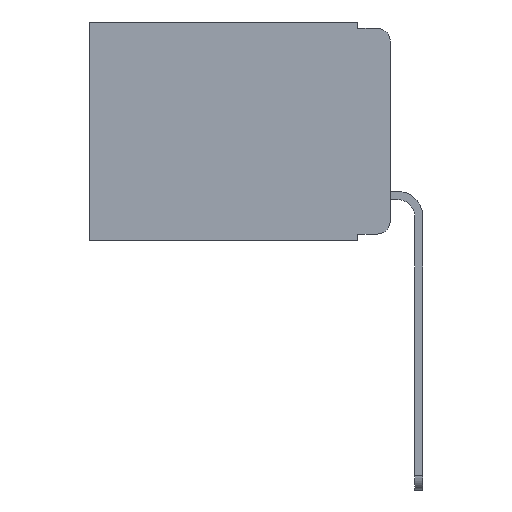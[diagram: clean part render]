
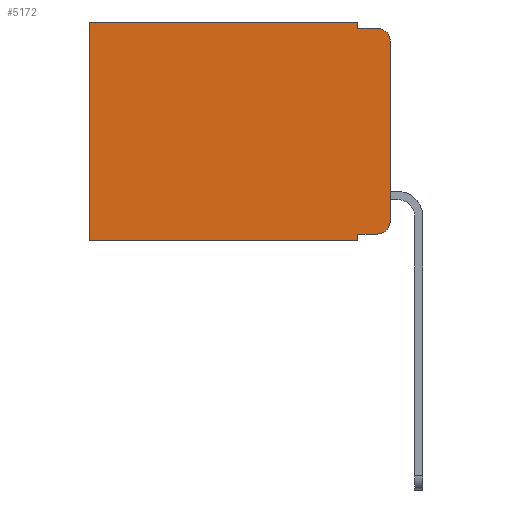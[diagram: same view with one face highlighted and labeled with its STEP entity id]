
A CAD part, left-side view. The second image highlights one B-rep face of the part: STEP entity #5172.
In plain terms, the highlighted planar face has unit normal (-1, 0, 0).
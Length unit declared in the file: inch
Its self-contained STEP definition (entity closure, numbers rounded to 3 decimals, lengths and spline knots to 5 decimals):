
#153 = CARTESIAN_POINT ( 'NONE',  ( 0.298, 0., 0. ) ) ;
#422 = ORIENTED_EDGE ( 'NONE', *, *, #8356, .T. ) ;
#462 = ORIENTED_EDGE ( 'NONE', *, *, #3278, .F. ) ;
#578 = EDGE_CURVE ( 'NONE', #11803, #9511, #8792, .T. ) ;
#723 = ORIENTED_EDGE ( 'NONE', *, *, #10409, .T. ) ;
#727 = DIRECTION ( 'NONE',  ( 0., 1., 0. ) ) ;
#732 = VECTOR ( 'NONE', #1735, 39.37008 ) ;
#844 = DIRECTION ( 'NONE',  ( 0., 0., -1. ) ) ;
#896 = ORIENTED_EDGE ( 'NONE', *, *, #9451, .T. ) ;
#1110 = DIRECTION ( 'NONE',  ( -1., 0., 0. ) ) ;
#1404 = CIRCLE ( 'NONE', #2412, 0.02 ) ;
#1501 = VECTOR ( 'NONE', #4575, 39.37008 ) ;
#1568 = ORIENTED_EDGE ( 'NONE', *, *, #8131, .T. ) ;
#1580 = EDGE_CURVE ( 'NONE', #6812, #12010, #6251, .T. ) ;
#1735 = DIRECTION ( 'NONE',  ( 0., 1., 0. ) ) ;
#1819 = CARTESIAN_POINT ( 'NONE',  ( 0.298, 0.02, -0.333 ) ) ;
#1913 = CIRCLE ( 'NONE', #2892, 0.02 ) ;
#1964 = CARTESIAN_POINT ( 'NONE',  ( 0.298, 0.473, 0. ) ) ;
#2093 = VERTEX_POINT ( 'NONE', #1819 ) ;
#2237 = EDGE_CURVE ( 'NONE', #9511, #8746, #4209, .T. ) ;
#2294 = CARTESIAN_POINT ( 'NONE',  ( 0.298, 0.02, -0.01 ) ) ;
#2412 = AXIS2_PLACEMENT_3D ( 'NONE', #6908, #1110, #7806 ) ;
#2883 = ORIENTED_EDGE ( 'NONE', *, *, #2237, .F. ) ;
#2892 = AXIS2_PLACEMENT_3D ( 'NONE', #10714, #5311, #11566 ) ;
#2998 = CARTESIAN_POINT ( 'NONE',  ( 0.298, 0.051, -0.333 ) ) ;
#3119 = CARTESIAN_POINT ( 'NONE',  ( 0.298, 0., -0.343 ) ) ;
#3250 = VERTEX_POINT ( 'NONE', #4704 ) ;
#3278 = EDGE_CURVE ( 'NONE', #5933, #6812, #11666, .T. ) ;
#3816 = CARTESIAN_POINT ( 'NONE',  ( 0.298, 0., 0. ) ) ;
#4117 = EDGE_LOOP ( 'NONE', ( #6779, #1568, #2883, #6644, #896, #422, #7612, #462, #4727, #723 ) ) ;
#4209 = LINE ( 'NONE', #6471, #1501 ) ;
#4290 = CARTESIAN_POINT ( 'NONE',  ( 0.298, 0.051, -0.343 ) ) ;
#4300 = CARTESIAN_POINT ( 'NONE',  ( 0.298, 0.051, 0. ) ) ;
#4453 = DIRECTION ( 'NONE',  ( 0., 0., -1. ) ) ;
#4575 = DIRECTION ( 'NONE',  ( 0., -1., 0. ) ) ;
#4680 = DIRECTION ( 'NONE',  ( 0., 0., -1. ) ) ;
#4704 = CARTESIAN_POINT ( 'NONE',  ( 0.298, 0., -0.03 ) ) ;
#4715 = EDGE_CURVE ( 'NONE', #3250, #6174, #11893, .T. ) ;
#4727 = ORIENTED_EDGE ( 'NONE', *, *, #5598, .T. ) ;
#4730 = LINE ( 'NONE', #8286, #6584 ) ;
#4850 = LINE ( 'NONE', #5322, #7287 ) ;
#5172 = ADVANCED_FACE ( 'NONE', ( #6022 ), #8877, .F. ) ;
#5311 = DIRECTION ( 'NONE',  ( -1., 0., 0. ) ) ;
#5322 = CARTESIAN_POINT ( 'NONE',  ( 0.298, 0.051, -0.333 ) ) ;
#5598 = EDGE_CURVE ( 'NONE', #5933, #2093, #4850, .T. ) ;
#5889 = VERTEX_POINT ( 'NONE', #1964 ) ;
#5933 = VERTEX_POINT ( 'NONE', #2998 ) ;
#6022 = FACE_OUTER_BOUND ( 'NONE', #4117, .T. ) ;
#6174 = VERTEX_POINT ( 'NONE', #9916 ) ;
#6251 = LINE ( 'NONE', #3119, #732 ) ;
#6354 = DIRECTION ( 'NONE',  ( 0., 0., -1. ) ) ;
#6397 = VECTOR ( 'NONE', #6354, 39.37008 ) ;
#6430 = LINE ( 'NONE', #3816, #8526 ) ;
#6471 = CARTESIAN_POINT ( 'NONE',  ( 0.298, 0.051, -0.01 ) ) ;
#6584 = VECTOR ( 'NONE', #4680, 39.37008 ) ;
#6644 = ORIENTED_EDGE ( 'NONE', *, *, #578, .F. ) ;
#6758 = CARTESIAN_POINT ( 'NONE',  ( 0.298, 0.051, 0. ) ) ;
#6779 = ORIENTED_EDGE ( 'NONE', *, *, #4715, .F. ) ;
#6812 = VERTEX_POINT ( 'NONE', #4290 ) ;
#6908 = CARTESIAN_POINT ( 'NONE',  ( 0.298, 0.02, -0.313 ) ) ;
#7010 = CARTESIAN_POINT ( 'NONE',  ( 0.298, 0.473, -0.343 ) ) ;
#7203 = VECTOR ( 'NONE', #4453, 39.37008 ) ;
#7287 = VECTOR ( 'NONE', #11580, 39.37008 ) ;
#7612 = ORIENTED_EDGE ( 'NONE', *, *, #1580, .F. ) ;
#7806 = DIRECTION ( 'NONE',  ( 0., 0., -1. ) ) ;
#7973 = AXIS2_PLACEMENT_3D ( 'NONE', #8923, #8839, #8838 ) ;
#8131 = EDGE_CURVE ( 'NONE', #3250, #8746, #1913, .T. ) ;
#8286 = CARTESIAN_POINT ( 'NONE',  ( 0.298, 0.473, 0. ) ) ;
#8356 = EDGE_CURVE ( 'NONE', #5889, #12010, #4730, .T. ) ;
#8526 = VECTOR ( 'NONE', #727, 39.37008 ) ;
#8746 = VERTEX_POINT ( 'NONE', #2294 ) ;
#8792 = LINE ( 'NONE', #6758, #6397 ) ;
#8838 = DIRECTION ( 'NONE',  ( 0., 0., -1. ) ) ;
#8839 = DIRECTION ( 'NONE',  ( 1., 0., 0. ) ) ;
#8877 = PLANE ( 'NONE',  #7973 ) ;
#8923 = CARTESIAN_POINT ( 'NONE',  ( 0.298, 0., 0. ) ) ;
#9315 = VECTOR ( 'NONE', #844, 39.37008 ) ;
#9451 = EDGE_CURVE ( 'NONE', #11803, #5889, #6430, .T. ) ;
#9511 = VERTEX_POINT ( 'NONE', #11164 ) ;
#9916 = CARTESIAN_POINT ( 'NONE',  ( 0.298, 0., -0.313 ) ) ;
#10409 = EDGE_CURVE ( 'NONE', #2093, #6174, #1404, .T. ) ;
#10714 = CARTESIAN_POINT ( 'NONE',  ( 0.298, 0.02, -0.03 ) ) ;
#11164 = CARTESIAN_POINT ( 'NONE',  ( 0.298, 0.051, -0.01 ) ) ;
#11251 = CARTESIAN_POINT ( 'NONE',  ( 0.298, 0.051, 0. ) ) ;
#11566 = DIRECTION ( 'NONE',  ( 0., 0., -1. ) ) ;
#11580 = DIRECTION ( 'NONE',  ( 0., -1., 0. ) ) ;
#11666 = LINE ( 'NONE', #4300, #7203 ) ;
#11803 = VERTEX_POINT ( 'NONE', #11251 ) ;
#11893 = LINE ( 'NONE', #153, #9315 ) ;
#12010 = VERTEX_POINT ( 'NONE', #7010 ) ;
